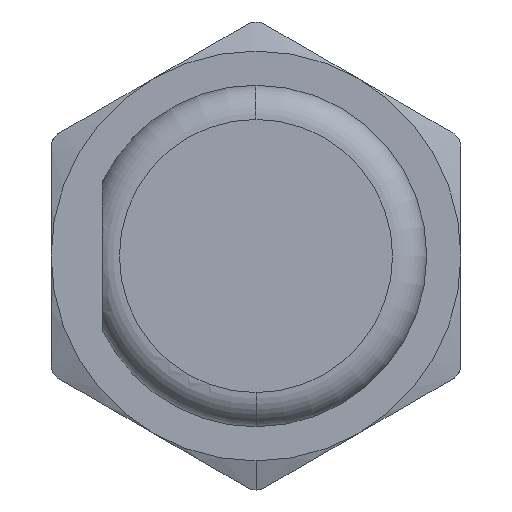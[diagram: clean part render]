
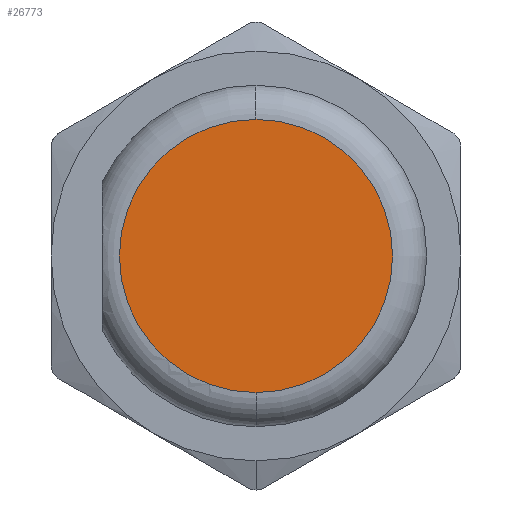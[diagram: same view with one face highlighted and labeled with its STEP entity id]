
A CAD part, left-side view. The second image highlights one B-rep face of the part: STEP entity #26773.
In plain terms, the highlighted face is planar.
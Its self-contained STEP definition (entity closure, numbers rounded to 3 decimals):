
#107 = AXIS2_PLACEMENT_3D ( 'NONE', #27323, #1840, #25094 ) ;
#880 = EDGE_LOOP ( 'NONE', ( #18198, #13790 ) ) ;
#1840 = DIRECTION ( 'NONE',  ( -1., 0., 0. ) ) ;
#2519 = CIRCLE ( 'NONE', #107, 8. ) ;
#3825 = EDGE_CURVE ( 'NONE', #11984, #10463, #2519, .T. ) ;
#6659 = AXIS2_PLACEMENT_3D ( 'NONE', #21390, #9957, #19142 ) ;
#9957 = DIRECTION ( 'NONE',  ( -1., 0., 0. ) ) ;
#10319 = FACE_OUTER_BOUND ( 'NONE', #880, .T. ) ;
#10460 = CIRCLE ( 'NONE', #6659, 8. ) ;
#10463 = VERTEX_POINT ( 'NONE', #24859 ) ;
#11984 = VERTEX_POINT ( 'NONE', #13177 ) ;
#12293 = DIRECTION ( 'NONE',  ( 0., 0., -1. ) ) ;
#13177 = CARTESIAN_POINT ( 'NONE',  ( 8.5, 0., -8. ) ) ;
#13790 = ORIENTED_EDGE ( 'NONE', *, *, #3825, .F. ) ;
#14413 = CARTESIAN_POINT ( 'NONE',  ( 8.5, 8., 0. ) ) ;
#18198 = ORIENTED_EDGE ( 'NONE', *, *, #19826, .F. ) ;
#18346 = AXIS2_PLACEMENT_3D ( 'NONE', #14413, #23861, #12293 ) ;
#19142 = DIRECTION ( 'NONE',  ( 0., 0., 1. ) ) ;
#19826 = EDGE_CURVE ( 'NONE', #10463, #11984, #10460, .T. ) ;
#21390 = CARTESIAN_POINT ( 'NONE',  ( 8.5, 0., 0. ) ) ;
#23861 = DIRECTION ( 'NONE',  ( 1., 0., 0. ) ) ;
#24006 = PLANE ( 'NONE',  #18346 ) ;
#24859 = CARTESIAN_POINT ( 'NONE',  ( 8.5, 0., 8. ) ) ;
#25094 = DIRECTION ( 'NONE',  ( 0., 0., 1. ) ) ;
#26773 = ADVANCED_FACE ( 'NONE', ( #10319 ), #24006, .T. ) ;
#27323 = CARTESIAN_POINT ( 'NONE',  ( 8.5, 0., 0. ) ) ;
